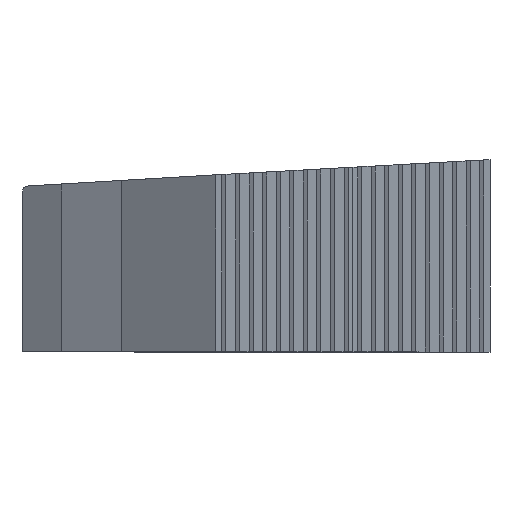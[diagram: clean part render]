
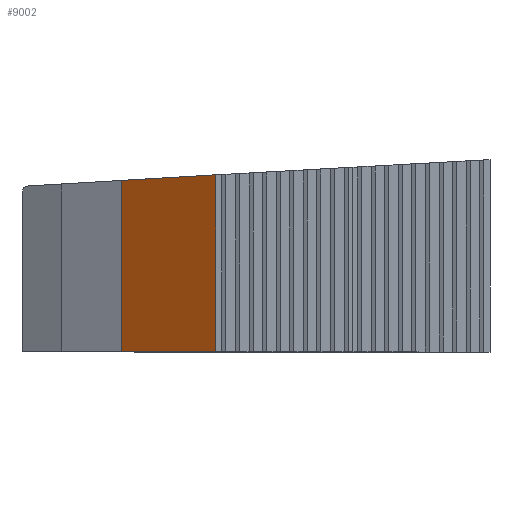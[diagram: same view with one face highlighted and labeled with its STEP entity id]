
A CAD part, top view. The second image highlights one B-rep face of the part: STEP entity #9002.
In plain terms, the highlighted planar face has unit normal (-0.609, 0, 0.793).
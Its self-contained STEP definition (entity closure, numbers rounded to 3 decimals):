
#8894 = EDGE_CURVE('',#8895,#8897,#8899,.T.);
#8895 = VERTEX_POINT('',#8896);
#8896 = CARTESIAN_POINT('',(11291.518,0.,4100.918));
#8897 = VERTEX_POINT('',#8898);
#8898 = CARTESIAN_POINT('',(11291.518,563.69,
    4100.918));
#8899 = SURFACE_CURVE('',#8900,(#8904,#8915),.PCURVE_S1.);
#8900 = LINE('',#8901,#8902);
#8901 = CARTESIAN_POINT('',(11291.518,1.04,
    4100.918));
#8902 = VECTOR('',#8903,1.);
#8903 = DIRECTION('',(0.,1.,0.));
#8904 = PCURVE('',#8905,#8910);
#8905 = PLANE('',#8906);
#8906 = AXIS2_PLACEMENT_3D('',#8907,#8908,#8909);
#8907 = CARTESIAN_POINT('',(10940.574,22.278,
    3884.02));
#8908 = DIRECTION('',(-0.526,0.,0.851)
  );
#8909 = DIRECTION('',(0.851,0.,0.526));
#8910 = DEFINITIONAL_REPRESENTATION('',(#8911),#8914);
#8911 = B_SPLINE_CURVE_WITH_KNOTS('',1,(#8912,#8913),.UNSPECIFIED.,.F.,
  .F.,(2,2),(-636.709,691.316),.PIECEWISE_BEZIER_KNOTS.);
#8912 = CARTESIAN_POINT('',(412.56,-657.946));
#8913 = CARTESIAN_POINT('',(412.56,670.079));
#8914 = ( GEOMETRIC_REPRESENTATION_CONTEXT(2) 
PARAMETRIC_REPRESENTATION_CONTEXT() REPRESENTATION_CONTEXT('2D SPACE',''
  ) );
#8915 = PCURVE('',#8916,#8921);
#8916 = PLANE('',#8917);
#8917 = AXIS2_PLACEMENT_3D('',#8918,#8919,#8920);
#8918 = CARTESIAN_POINT('',(-6932.039,-20.197,
    -9874.187));
#8919 = DIRECTION('',(0.609,0.,-0.794));
#8920 = DIRECTION('',(0.,-1.,0.));
#8921 = DEFINITIONAL_REPRESENTATION('',(#8922),#8925);
#8922 = B_SPLINE_CURVE_WITH_KNOTS('',1,(#8923,#8924),.UNSPECIFIED.,.F.,
  .F.,(2,2),(-636.709,691.316),.PIECEWISE_BEZIER_KNOTS.);
#8923 = CARTESIAN_POINT('',(615.472,-22965.225));
#8924 = CARTESIAN_POINT('',(-712.553,-22965.225));
#8925 = ( GEOMETRIC_REPRESENTATION_CONTEXT(2) 
PARAMETRIC_REPRESENTATION_CONTEXT() REPRESENTATION_CONTEXT('2D SPACE',''
  ) );
#8942 = PLANE('',#8943);
#8943 = AXIS2_PLACEMENT_3D('',#8944,#8945,#8946);
#8944 = CARTESIAN_POINT('',(0.,0.,-7500.));
#8945 = DIRECTION('',(0.,-1.,-0.));
#8946 = DIRECTION('',(1.,0.,0.));
#8968 = PLANE('',#8969);
#8969 = AXIS2_PLACEMENT_3D('',#8970,#8971,#8972);
#8970 = CARTESIAN_POINT('',(8612.494,-45.194,
    9172.573));
#8971 = DIRECTION('',(0.851,0.,0.526));
#8972 = DIRECTION('',(0.,-1.,0.));
#8992 = PLANE('',#8993);
#8993 = AXIS2_PLACEMENT_3D('',#8994,#8995,#8996);
#8994 = CARTESIAN_POINT('',(5.454,-93.648,0.));
#8995 = DIRECTION('',(0.058,-0.998,0.));
#8996 = DIRECTION('',(0.,0.,-1.));
#9002 = ADVANCED_FACE('',(#9003),#8916,.F.);
#9003 = FACE_BOUND('',#9004,.F.);
#9004 = EDGE_LOOP('',(#9005,#9026,#9027,#9048));
#9005 = ORIENTED_EDGE('',*,*,#9006,.T.);
#9006 = EDGE_CURVE('',#9007,#8895,#9009,.T.);
#9007 = VERTEX_POINT('',#9008);
#9008 = CARTESIAN_POINT('',(11600.526,0.,4337.887));
#9009 = SURFACE_CURVE('',#9010,(#9014,#9020),.PCURVE_S1.);
#9010 = LINE('',#9011,#9012);
#9011 = CARTESIAN_POINT('',(-4176.297,0.,-7760.89)
  );
#9012 = VECTOR('',#9013,1.);
#9013 = DIRECTION('',(-0.794,0.,-0.609));
#9014 = PCURVE('',#8916,#9015);
#9015 = DEFINITIONAL_REPRESENTATION('',(#9016),#9019);
#9016 = B_SPLINE_CURVE_WITH_KNOTS('',1,(#9017,#9018),.UNSPECIFIED.,.F.,
  .F.,(2,2),(-19920.806,-19453.513),
  .PIECEWISE_BEZIER_KNOTS.);
#9017 = CARTESIAN_POINT('',(-20.197,-23393.576));
#9018 = CARTESIAN_POINT('',(-20.197,-22926.284));
#9019 = ( GEOMETRIC_REPRESENTATION_CONTEXT(2) 
PARAMETRIC_REPRESENTATION_CONTEXT() REPRESENTATION_CONTEXT('2D SPACE',''
  ) );
#9020 = PCURVE('',#8942,#9021);
#9021 = DEFINITIONAL_REPRESENTATION('',(#9022),#9025);
#9022 = B_SPLINE_CURVE_WITH_KNOTS('',1,(#9023,#9024),.UNSPECIFIED.,.F.,
  .F.,(2,2),(-19920.806,-19453.513),
  .PIECEWISE_BEZIER_KNOTS.);
#9023 = CARTESIAN_POINT('',(11631.426,11861.584));
#9024 = CARTESIAN_POINT('',(11260.617,11577.221));
#9025 = ( GEOMETRIC_REPRESENTATION_CONTEXT(2) 
PARAMETRIC_REPRESENTATION_CONTEXT() REPRESENTATION_CONTEXT('2D SPACE',''
  ) );
#9026 = ORIENTED_EDGE('',*,*,#8894,.T.);
#9027 = ORIENTED_EDGE('',*,*,#9028,.F.);
#9028 = EDGE_CURVE('',#9029,#8897,#9031,.T.);
#9029 = VERTEX_POINT('',#9030);
#9030 = CARTESIAN_POINT('',(11600.526,581.688,
    4337.887));
#9031 = SURFACE_CURVE('',#9032,(#9036,#9042),.PCURVE_S1.);
#9032 = LINE('',#9033,#9034);
#9033 = CARTESIAN_POINT('',(-2357.354,-231.266,
    -6365.997));
#9034 = VECTOR('',#9035,1.);
#9035 = DIRECTION('',(-0.793,-0.046,-0.608
    ));
#9036 = PCURVE('',#8916,#9037);
#9037 = DEFINITIONAL_REPRESENTATION('',(#9038),#9041);
#9038 = B_SPLINE_CURVE_WITH_KNOTS('',1,(#9039,#9040),.UNSPECIFIED.,.F.,
  .F.,(2,2),(-18107.705,-16598.812),
  .PIECEWISE_BEZIER_KNOTS.);
#9039 = CARTESIAN_POINT('',(-624.935,-23853.388));
#9040 = CARTESIAN_POINT('',(-555.272,-22346.104));
#9041 = ( GEOMETRIC_REPRESENTATION_CONTEXT(2) 
PARAMETRIC_REPRESENTATION_CONTEXT() REPRESENTATION_CONTEXT('2D SPACE',''
  ) );
#9042 = PCURVE('',#8992,#9043);
#9043 = DEFINITIONAL_REPRESENTATION('',(#9044),#9047);
#9044 = B_SPLINE_CURVE_WITH_KNOTS('',1,(#9045,#9046),.UNSPECIFIED.,.F.,
  .F.,(2,2),(-18107.705,-16598.812),
  .PIECEWISE_BEZIER_KNOTS.);
#9045 = CARTESIAN_POINT('',(-4641.395,12011.167));
#9046 = CARTESIAN_POINT('',(-3724.162,10813.067));
#9047 = ( GEOMETRIC_REPRESENTATION_CONTEXT(2) 
PARAMETRIC_REPRESENTATION_CONTEXT() REPRESENTATION_CONTEXT('2D SPACE',''
  ) );
#9048 = ORIENTED_EDGE('',*,*,#9049,.T.);
#9049 = EDGE_CURVE('',#9029,#9007,#9050,.T.);
#9050 = SURFACE_CURVE('',#9051,(#9055,#9061),.PCURVE_S1.);
#9051 = LINE('',#9052,#9053);
#9052 = CARTESIAN_POINT('',(11600.526,-32.695,
    4337.887));
#9053 = VECTOR('',#9054,1.);
#9054 = DIRECTION('',(0.,-1.,0.));
#9055 = PCURVE('',#8916,#9056);
#9056 = DEFINITIONAL_REPRESENTATION('',(#9057),#9060);
#9057 = B_SPLINE_CURVE_WITH_KNOTS('',1,(#9058,#9059),.UNSPECIFIED.,.F.,
  .F.,(2,2),(-725.563,603.02),.PIECEWISE_BEZIER_KNOTS.);
#9058 = CARTESIAN_POINT('',(-713.064,-23354.635));
#9059 = CARTESIAN_POINT('',(615.519,-23354.635));
#9060 = ( GEOMETRIC_REPRESENTATION_CONTEXT(2) 
PARAMETRIC_REPRESENTATION_CONTEXT() REPRESENTATION_CONTEXT('2D SPACE',''
  ) );
#9061 = PCURVE('',#8968,#9062);
#9062 = DEFINITIONAL_REPRESENTATION('',(#9063),#9066);
#9063 = B_SPLINE_CURVE_WITH_KNOTS('',1,(#9064,#9065),.UNSPECIFIED.,.F.,
  .F.,(2,2),(-725.563,603.02),.PIECEWISE_BEZIER_KNOTS.);
#9064 = CARTESIAN_POINT('',(-738.061,5683.531));
#9065 = CARTESIAN_POINT('',(590.521,5683.531));
#9066 = ( GEOMETRIC_REPRESENTATION_CONTEXT(2) 
PARAMETRIC_REPRESENTATION_CONTEXT() REPRESENTATION_CONTEXT('2D SPACE',''
  ) );
